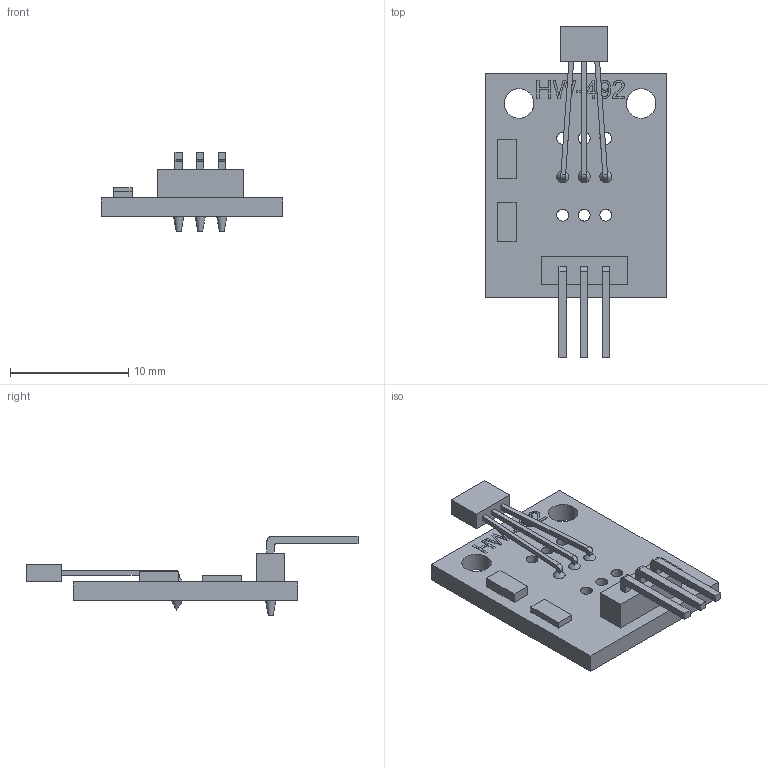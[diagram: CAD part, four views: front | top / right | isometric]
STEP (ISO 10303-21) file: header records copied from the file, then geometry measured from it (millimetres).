
FILE_DESCRIPTION(/* description */ (''),/* implementation_level */ '2;1');
FILE_NAME(/* name */ 'HW-492 Hall effect sensor horizontal',/* time_stamp */ '2022-03-25T13:30:49+01:00',/* author */ (''),/* organization */ (''),/* preprocessor_version */ 'ST-DEVELOPER v16.5',/* originating_system */ '',/* authorisation */ '');
FILE_SCHEMA (('CONFIG_CONTROL_DESIGN','CONFIG_CONTROL_DESIGN'));
Length unit declared in the file: millimetre
Products named in the file (1): Document
Bounding box: 15.33 x 28.09 x 6.69 mm (x, y, z)
Volume: 528 mm3; surface area: 947 mm2
Topology: 1 solids, 1 shells, 172 faces, 449 edges, 298 vertices
Faces by surface type: bspline 172
Entity records: 12492 total; most frequent: CARTESIAN_POINT 6534, B_SPLINE_CURVE_WITH_KNOTS 1254, ORIENTED_EDGE 892, PCURVE 892, DEFINITIONAL_REPRESENTATION 892, SURFACE_CURVE 446, EDGE_CURVE 446, VERTEX_POINT 298
